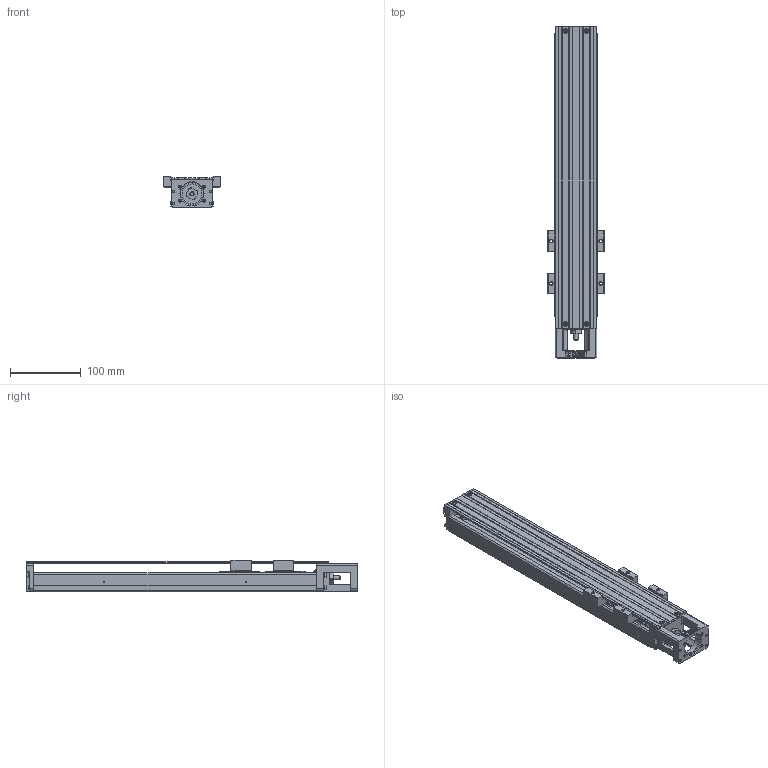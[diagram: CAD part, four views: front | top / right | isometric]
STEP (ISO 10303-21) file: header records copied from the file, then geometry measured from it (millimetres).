
FILE_DESCRIPTION(/* description */ (''),/* implementation_level */ '2;1');
FILE_NAME(/* name */ 'KM30D+400N0_1030_stp.stp',/* time_stamp */ '2010-01-20T16:42:01+08:00',/* author */ (''),/* organization */ (''),/* preprocessor_version */ 'ST-DEVELOPER v11',/* originating_system */ 'UGS - NX 5.0',/* authorisation */ '');
FILE_SCHEMA (('CONFIG_CONTROL_DESIGN'));
Length unit declared in the file: millimetre
Products named in the file (1): shin7094jcak
Bounding box: 80 x 470 x 45 mm (x, y, z)
Volume: 607890.2 mm3; surface area: 221430.8 mm2
Topology: 10 solids, 26 shells, 1495 faces, 3857 edges, 2521 vertices
Faces by surface type: plane 919, cylinder 308, cone 193, extrusion 27, sphere 26, torus 20, bspline 2
Full cylindrical faces by diameter (mm): 1.6 x4, 2 x12, 2.5 x13, 3.3 x4, 3.5 x8, 4 x2, 4.2 x8, 5.05 x1, 5.3 x8, 5.5 x10, 6 x17, 7 x2, 8 x5, 8.5 x4, 9.5 x8, 10 x4, 11 x1, 12 x1, 13 x11, 17.5 x1, 21.9 x1, 22 x2, 28 x1, 32 x1
Entity records: 45055 total; most frequent: CARTESIAN_POINT 9110, DIRECTION 7368, ORIENTED_EDGE 7100, EDGE_CURVE 3550, VECTOR 2458, AXIS2_PLACEMENT_3D 2455, VERTEX_POINT 2453, LINE 2431
